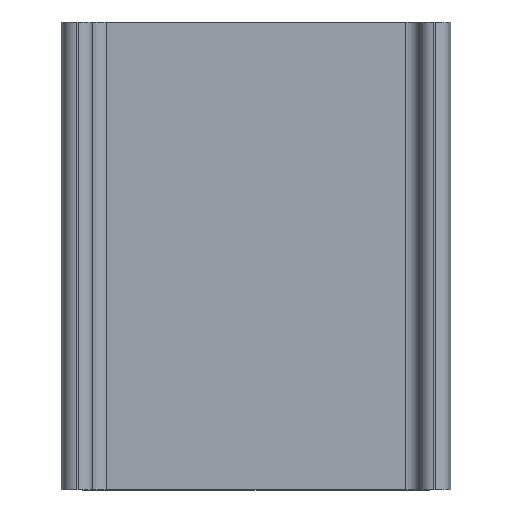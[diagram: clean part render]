
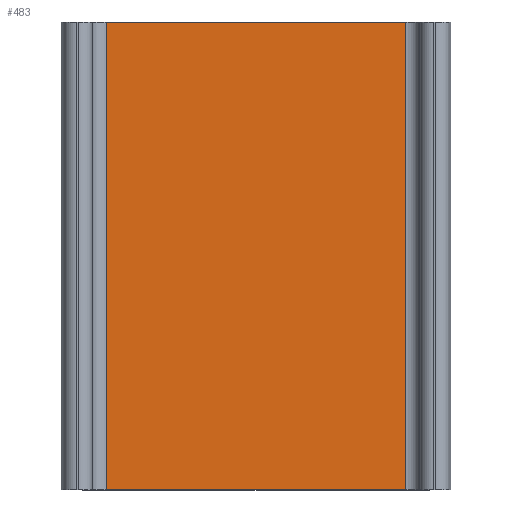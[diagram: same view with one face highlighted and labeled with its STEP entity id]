
A CAD part, top view. The second image highlights one B-rep face of the part: STEP entity #483.
In plain terms, the highlighted planar face has unit normal (0, 0, 1).
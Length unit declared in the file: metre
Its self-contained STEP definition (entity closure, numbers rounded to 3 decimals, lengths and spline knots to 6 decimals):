
#124=ORIENTED_EDGE('',*,*,#227,.F.);
#125=ORIENTED_EDGE('',*,*,#254,.T.);
#126=ORIENTED_EDGE('',*,*,#210,.T.);
#127=ORIENTED_EDGE('',*,*,#255,.T.);
#210=EDGE_CURVE('',#283,#282,#321,.T.);
#227=EDGE_CURVE('',#298,#299,#331,.T.);
#254=EDGE_CURVE('',#298,#283,#350,.F.);
#255=EDGE_CURVE('',#282,#299,#351,.T.);
#282=VERTEX_POINT('',#751);
#283=VERTEX_POINT('',#753);
#298=VERTEX_POINT('',#786);
#299=VERTEX_POINT('',#788);
#321=LINE('',#752,#369);
#331=LINE('',#787,#379);
#350=LINE('',#834,#398);
#351=LINE('',#835,#399);
#369=VECTOR('',#594,1.);
#379=VECTOR('',#622,1.);
#398=VECTOR('',#671,1.);
#399=VECTOR('',#672,1.);
#417=EDGE_LOOP('',(#124,#125,#126,#127));
#443=FACE_BOUND('',#417,.T.);
#469=PLANE('',#546);
#483=ADVANCED_FACE('',(#443),#469,.T.);
#546=AXIS2_PLACEMENT_3D('',#833,#669,#670);
#594=DIRECTION('',(-1.,0.,0.));
#622=DIRECTION('',(-1.,0.,0.));
#669=DIRECTION('',(0.,0.,1.));
#670=DIRECTION('',(1.,0.,0.));
#671=DIRECTION('',(0.,-1.,0.));
#672=DIRECTION('',(0.,-1.,0.));
#751=CARTESIAN_POINT('',(-0.0315,-0.01,0.0043));
#752=CARTESIAN_POINT('',(0.0005,-0.01,0.0043));
#753=CARTESIAN_POINT('',(0.0325,-0.01,0.0043));
#786=CARTESIAN_POINT('',(0.0325,-0.11,0.0043));
#787=CARTESIAN_POINT('',(0.0005,-0.11,0.0043));
#788=CARTESIAN_POINT('',(-0.0315,-0.11,0.0043));
#833=CARTESIAN_POINT('',(0.0005,0.466272,0.0043));
#834=CARTESIAN_POINT('',(0.0325,-0.01,0.0043));
#835=CARTESIAN_POINT('',(-0.0315,0.466272,0.0043));
